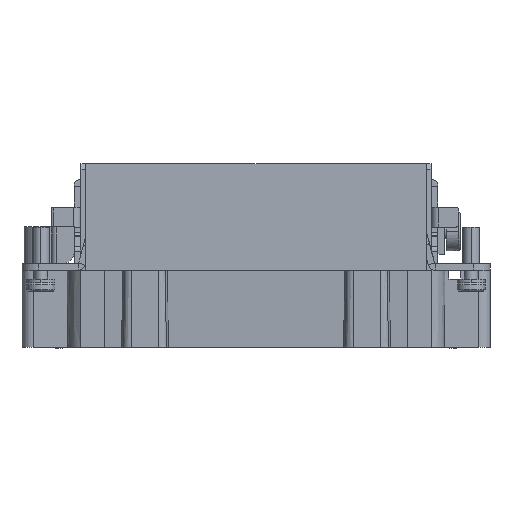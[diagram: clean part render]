
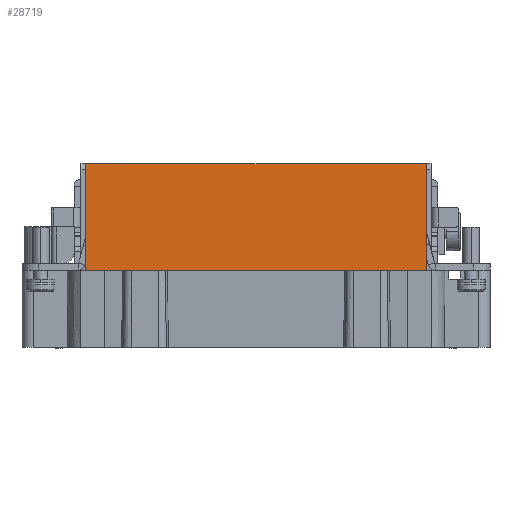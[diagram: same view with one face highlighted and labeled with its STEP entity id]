
A CAD part, left-side view. The second image highlights one B-rep face of the part: STEP entity #28719.
In plain terms, the highlighted planar face has unit normal (-1, 0, 0).
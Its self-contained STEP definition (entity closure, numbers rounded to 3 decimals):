
#1837=DIRECTION('',(0.,-1.,0.));
#1838=VECTOR('',#1837,61.298);
#1839=CARTESIAN_POINT('',(-16.95,30.649,33.2));
#1840=LINE('',#1839,#1838);
#3313=DIRECTION('',(0.,0.,-1.));
#3314=VECTOR('',#3313,19.2);
#3315=CARTESIAN_POINT('',(-16.95,-30.649,33.2));
#3316=LINE('',#3315,#3314);
#3317=DIRECTION('',(0.,0.,1.));
#3318=VECTOR('',#3317,19.2);
#3319=CARTESIAN_POINT('',(-16.95,30.649,14.));
#3320=LINE('',#3319,#3318);
#3373=DIRECTION('',(0.,1.,0.));
#3374=VECTOR('',#3373,61.298);
#3375=CARTESIAN_POINT('',(-16.95,-30.649,14.));
#3376=LINE('',#3375,#3374);
#21644=CARTESIAN_POINT('',(-16.95,30.649,33.2));
#21645=CARTESIAN_POINT('',(-16.95,-30.649,33.2));
#21646=VERTEX_POINT('',#21644);
#21647=VERTEX_POINT('',#21645);
#25685=CARTESIAN_POINT('',(-16.95,-30.649,14.));
#25686=CARTESIAN_POINT('',(-16.95,30.649,14.));
#25687=VERTEX_POINT('',#25685);
#25688=VERTEX_POINT('',#25686);
#28707=CARTESIAN_POINT('',(-16.95,30.65,14.));
#28708=DIRECTION('',(-1.,0.,0.));
#28709=DIRECTION('',(0.,-1.,0.));
#28710=AXIS2_PLACEMENT_3D('',#28707,#28708,#28709);
#28711=PLANE('',#28710);
#28712=ORIENTED_EDGE('',*,*,#28566,.T.);
#28714=ORIENTED_EDGE('',*,*,#28713,.T.);
#28715=ORIENTED_EDGE('',*,*,#28607,.T.);
#28716=ORIENTED_EDGE('',*,*,#27355,.T.);
#28717=EDGE_LOOP('',(#28712,#28714,#28715,#28716));
#28718=FACE_OUTER_BOUND('',#28717,.F.);
#28719=ADVANCED_FACE('',(#28718),#28711,.T.);
#27355=EDGE_CURVE('',#21646,#21647,#1840,.T.);
#28566=EDGE_CURVE('',#21647,#25687,#3316,.T.);
#28607=EDGE_CURVE('',#25688,#21646,#3320,.T.);
#28713=EDGE_CURVE('',#25687,#25688,#3376,.T.);
